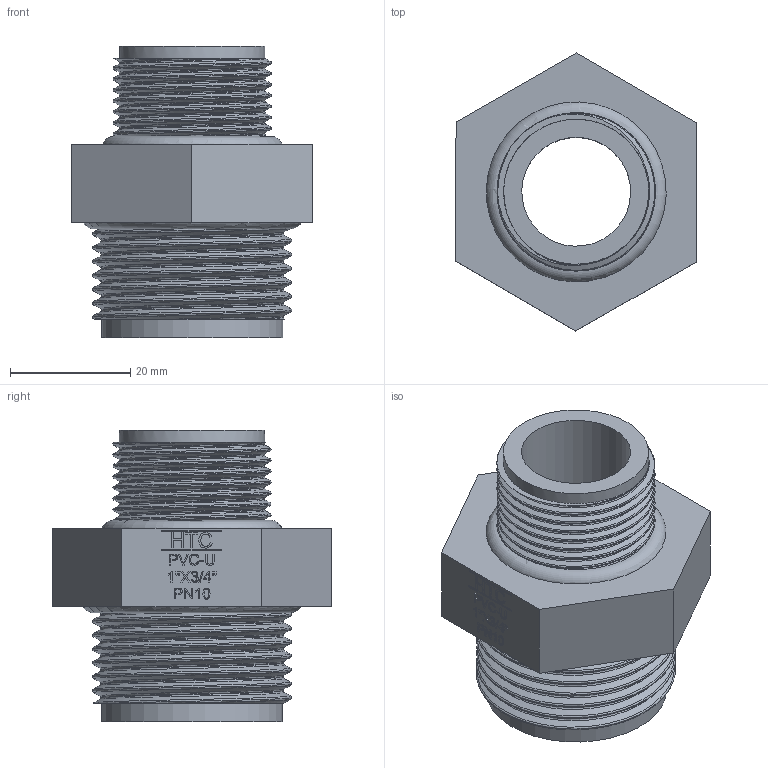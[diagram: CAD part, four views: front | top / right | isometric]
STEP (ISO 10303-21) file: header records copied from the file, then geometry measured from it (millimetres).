
FILE_DESCRIPTION(/* description */ (''),/* implementation_level */ '2;1');
FILE_NAME(/* name */ 'AF0205.032.025.step',/* time_stamp */ '2026-03-26T09:15:13+01:00',/* author */ (''),/* organization */ (''),/* preprocessor_version */ 'ST-DEVELOPER v20.1',/* originating_system */ 'Autodesk Translation Framework v14.24.0.0',/* authorisation */ '');
FILE_SCHEMA (('AUTOMOTIVE_DESIGN { 1 0 10303 214 3 1 1 }'));
Length unit declared in the file: millimetre
Products named in the file (1): 2026-03-26-08-27-20-431
Bounding box: 40.17 x 46.19 x 48.4 mm (x, y, z)
Volume: 23155.3 mm3; surface area: 12084.8 mm2
Topology: 1 solids, 1 shells, 351 faces, 951 edges, 634 vertices
Faces by surface type: plane 184, bspline 146, cylinder 19, torus 2
Full cylindrical faces by diameter (mm): 18.08 x1, 24.099 x1, 24.117 x6, 24.4 x1, 30.069 x1, 30.291 x5
Entity records: 19647 total; most frequent: CARTESIAN_POINT 11831, ORIENTED_EDGE 1902, DIRECTION 1043, EDGE_CURVE 951, VERTEX_POINT 634, LINE 595, VECTOR 595, EDGE_LOOP 385
